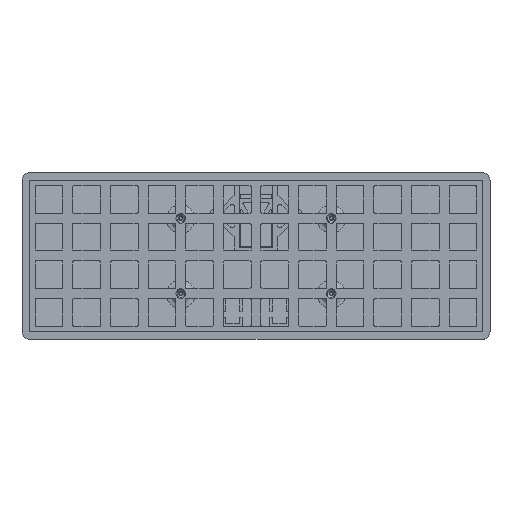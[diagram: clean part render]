
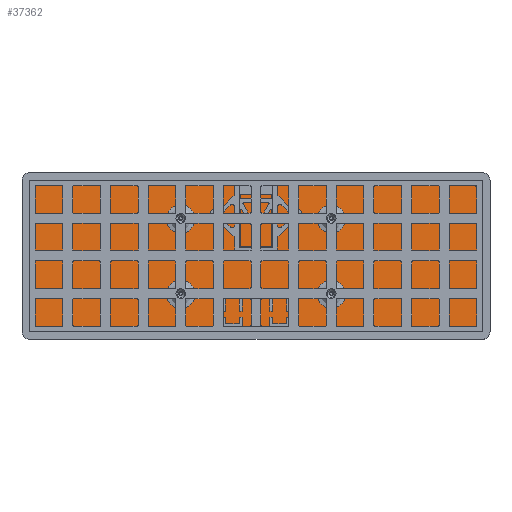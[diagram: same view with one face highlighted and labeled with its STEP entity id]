
A CAD part, top view. The second image highlights one B-rep face of the part: STEP entity #37362.
In plain terms, the highlighted planar face has unit normal (0, 0.087, 0.996).
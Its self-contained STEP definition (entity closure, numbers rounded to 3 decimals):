
#304=FACE_BOUND('',#4753,.T.);
#305=FACE_BOUND('',#4754,.T.);
#306=FACE_BOUND('',#4755,.T.);
#307=FACE_BOUND('',#4756,.T.);
#308=FACE_BOUND('',#4757,.T.);
#309=FACE_BOUND('',#4758,.T.);
#528=ELLIPSE('',#40318,7.228,7.2);
#529=ELLIPSE('',#40320,0.803,0.8);
#530=ELLIPSE('',#40321,0.803,0.8);
#531=ELLIPSE('',#40322,4.618,4.6);
#532=ELLIPSE('',#40323,4.618,4.6);
#533=ELLIPSE('',#40324,4.618,4.6);
#534=ELLIPSE('',#40325,4.618,4.6);
#535=ELLIPSE('',#40326,7.228,7.2);
#536=ELLIPSE('',#40327,7.228,7.2);
#537=ELLIPSE('',#40328,1.205,1.2);
#538=ELLIPSE('',#40329,1.205,1.2);
#539=ELLIPSE('',#40330,7.228,7.2);
#1069=PLANE('',#40319);
#2561=FACE_OUTER_BOUND('',#4752,.T.);
#4752=EDGE_LOOP('',(#29744,#29745,#29746,#29747,#29748,#29749,#29750,#29751,
#29752,#29753,#29754,#29755,#29756,#29757));
#4753=EDGE_LOOP('',(#29758));
#4754=EDGE_LOOP('',(#29759));
#4755=EDGE_LOOP('',(#29760));
#4756=EDGE_LOOP('',(#29761));
#4757=EDGE_LOOP('',(#29762));
#4758=EDGE_LOOP('',(#29763));
#7758=LINE('',#59486,#11365);
#7759=LINE('',#59490,#11366);
#7760=LINE('',#59492,#11367);
#7761=LINE('',#59494,#11368);
#7762=LINE('',#59498,#11369);
#7763=LINE('',#59502,#11370);
#7764=LINE('',#59506,#11371);
#7765=LINE('',#59510,#11372);
#11365=VECTOR('',#47934,10.);
#11366=VECTOR('',#47937,10.);
#11367=VECTOR('',#47938,10.);
#11368=VECTOR('',#47939,10.);
#11369=VECTOR('',#47942,10.);
#11370=VECTOR('',#47945,10.);
#11371=VECTOR('',#47948,10.);
#11372=VECTOR('',#47951,10.);
#16852=VERTEX_POINT('',#59476);
#16855=VERTEX_POINT('',#59484);
#16856=VERTEX_POINT('',#59485);
#16857=VERTEX_POINT('',#59487);
#16858=VERTEX_POINT('',#59489);
#16859=VERTEX_POINT('',#59491);
#16860=VERTEX_POINT('',#59493);
#16861=VERTEX_POINT('',#59495);
#16862=VERTEX_POINT('',#59497);
#16863=VERTEX_POINT('',#59499);
#16864=VERTEX_POINT('',#59501);
#16865=VERTEX_POINT('',#59503);
#16866=VERTEX_POINT('',#59505);
#16867=VERTEX_POINT('',#59507);
#16868=VERTEX_POINT('',#59509);
#16869=VERTEX_POINT('',#59512);
#16870=VERTEX_POINT('',#59514);
#16871=VERTEX_POINT('',#59516);
#16872=VERTEX_POINT('',#59518);
#16873=VERTEX_POINT('',#59520);
#21455=EDGE_CURVE('',#16852,#16852,#528,.T.);
#21456=EDGE_CURVE('',#16855,#16856,#7758,.F.);
#21457=EDGE_CURVE('',#16857,#16855,#529,.F.);
#21458=EDGE_CURVE('',#16857,#16858,#7759,.T.);
#21459=EDGE_CURVE('',#16858,#16859,#7760,.T.);
#21460=EDGE_CURVE('',#16859,#16860,#7761,.T.);
#21461=EDGE_CURVE('',#16860,#16861,#530,.T.);
#21462=EDGE_CURVE('',#16861,#16862,#7762,.T.);
#21463=EDGE_CURVE('',#16863,#16862,#531,.T.);
#21464=EDGE_CURVE('',#16864,#16863,#7763,.T.);
#21465=EDGE_CURVE('',#16865,#16864,#532,.T.);
#21466=EDGE_CURVE('',#16866,#16865,#7764,.T.);
#21467=EDGE_CURVE('',#16867,#16866,#533,.T.);
#21468=EDGE_CURVE('',#16868,#16867,#7765,.T.);
#21469=EDGE_CURVE('',#16856,#16868,#534,.T.);
#21470=EDGE_CURVE('',#16869,#16869,#535,.T.);
#21471=EDGE_CURVE('',#16870,#16870,#536,.T.);
#21472=EDGE_CURVE('',#16871,#16871,#537,.T.);
#21473=EDGE_CURVE('',#16872,#16872,#538,.T.);
#21474=EDGE_CURVE('',#16873,#16873,#539,.T.);
#29744=ORIENTED_EDGE('',*,*,#21456,.F.);
#29745=ORIENTED_EDGE('',*,*,#21457,.F.);
#29746=ORIENTED_EDGE('',*,*,#21458,.T.);
#29747=ORIENTED_EDGE('',*,*,#21459,.T.);
#29748=ORIENTED_EDGE('',*,*,#21460,.T.);
#29749=ORIENTED_EDGE('',*,*,#21461,.T.);
#29750=ORIENTED_EDGE('',*,*,#21462,.T.);
#29751=ORIENTED_EDGE('',*,*,#21463,.F.);
#29752=ORIENTED_EDGE('',*,*,#21464,.F.);
#29753=ORIENTED_EDGE('',*,*,#21465,.F.);
#29754=ORIENTED_EDGE('',*,*,#21466,.F.);
#29755=ORIENTED_EDGE('',*,*,#21467,.F.);
#29756=ORIENTED_EDGE('',*,*,#21468,.F.);
#29757=ORIENTED_EDGE('',*,*,#21469,.F.);
#29758=ORIENTED_EDGE('',*,*,#21470,.F.);
#29759=ORIENTED_EDGE('',*,*,#21471,.F.);
#29760=ORIENTED_EDGE('',*,*,#21472,.T.);
#29761=ORIENTED_EDGE('',*,*,#21473,.T.);
#29762=ORIENTED_EDGE('',*,*,#21474,.F.);
#29763=ORIENTED_EDGE('',*,*,#21455,.F.);
#37362=ADVANCED_FACE('',(#2561,#304,#305,#306,#307,#308,#309),#1069,.F.);
#40318=AXIS2_PLACEMENT_3D('',#59482,#47930,#47931);
#40319=AXIS2_PLACEMENT_3D('',#59483,#47932,#47933);
#40320=AXIS2_PLACEMENT_3D('',#59488,#47935,#47936);
#40321=AXIS2_PLACEMENT_3D('',#59496,#47940,#47941);
#40322=AXIS2_PLACEMENT_3D('',#59500,#47943,#47944);
#40323=AXIS2_PLACEMENT_3D('',#59504,#47946,#47947);
#40324=AXIS2_PLACEMENT_3D('',#59508,#47949,#47950);
#40325=AXIS2_PLACEMENT_3D('',#59511,#47952,#47953);
#40326=AXIS2_PLACEMENT_3D('',#59513,#47954,#47955);
#40327=AXIS2_PLACEMENT_3D('',#59515,#47956,#47957);
#40328=AXIS2_PLACEMENT_3D('',#59517,#47958,#47959);
#40329=AXIS2_PLACEMENT_3D('',#59519,#47960,#47961);
#40330=AXIS2_PLACEMENT_3D('',#59521,#47962,#47963);
#47930=DIRECTION('center_axis',(0.,0.087,
0.996));
#47931=DIRECTION('ref_axis',(0.,-0.996,0.087));
#47932=DIRECTION('center_axis',(0.,-0.087,
-0.996));
#47933=DIRECTION('ref_axis',(1.,0.,0.));
#47934=DIRECTION('',(-1.,0.,0.));
#47935=DIRECTION('center_axis',(0.,-0.087,
-0.996));
#47936=DIRECTION('ref_axis',(0.,0.996,-0.087));
#47937=DIRECTION('',(-1.,0.,0.));
#47938=DIRECTION('',(-1.,0.,0.));
#47939=DIRECTION('',(-1.,0.,0.));
#47940=DIRECTION('center_axis',(0.,-0.087,
-0.996));
#47941=DIRECTION('ref_axis',(0.,0.996,-0.087));
#47942=DIRECTION('',(-1.,0.,0.));
#47943=DIRECTION('center_axis',(0.,0.087,
0.996));
#47944=DIRECTION('ref_axis',(0.,-0.996,0.087));
#47945=DIRECTION('',(0.,0.996,-0.087));
#47946=DIRECTION('center_axis',(0.,0.087,
0.996));
#47947=DIRECTION('ref_axis',(0.,0.996,-0.087));
#47948=DIRECTION('',(-1.,0.,0.));
#47949=DIRECTION('center_axis',(0.,0.087,
0.996));
#47950=DIRECTION('ref_axis',(0.,0.996,-0.087));
#47951=DIRECTION('',(0.,-0.996,0.087));
#47952=DIRECTION('center_axis',(0.,0.087,
0.996));
#47953=DIRECTION('ref_axis',(0.,-0.996,0.087));
#47954=DIRECTION('center_axis',(0.,0.087,
0.996));
#47955=DIRECTION('ref_axis',(0.,-0.996,0.087));
#47956=DIRECTION('center_axis',(0.,0.087,
0.996));
#47957=DIRECTION('ref_axis',(0.,-0.996,0.087));
#47958=DIRECTION('center_axis',(0.,-0.087,
-0.996));
#47959=DIRECTION('ref_axis',(0.,-0.996,0.087));
#47960=DIRECTION('center_axis',(0.,-0.087,
-0.996));
#47961=DIRECTION('ref_axis',(0.,-0.996,0.087));
#47962=DIRECTION('center_axis',(0.,0.087,
0.996));
#47963=DIRECTION('ref_axis',(0.,-0.996,0.087));
#59476=CARTESIAN_POINT('',(152.4,-12.199,-16.786));
#59482=CARTESIAN_POINT('Origin',(152.4,-19.399,-16.156));
#59483=CARTESIAN_POINT('Origin',(114.3,-38.1,-14.52));
#59484=CARTESIAN_POINT('',(126.285,-0.745,-17.788));
#59485=CARTESIAN_POINT('',(224.435,-0.745,-17.788));
#59486=CARTESIAN_POINT('',(169.715,-0.745,-17.788));
#59487=CARTESIAN_POINT('',(125.503,-1.375,-17.733));
#59488=CARTESIAN_POINT('Origin',(125.503,-0.575,-17.803));
#59489=CARTESIAN_POINT('',(123.3,-1.375,-17.733));
#59490=CARTESIAN_POINT('',(114.3,-1.375,-17.733));
#59491=CARTESIAN_POINT('',(105.3,-1.375,-17.733));
#59492=CARTESIAN_POINT('',(114.3,-1.375,-17.733));
#59493=CARTESIAN_POINT('',(103.097,-1.375,-17.733));
#59494=CARTESIAN_POINT('',(114.3,-1.375,-17.733));
#59495=CARTESIAN_POINT('',(102.315,-0.745,-17.788));
#59496=CARTESIAN_POINT('Origin',(103.097,-0.575,-17.803));
#59497=CARTESIAN_POINT('',(4.165,-0.745,-17.788));
#59498=CARTESIAN_POINT('',(169.715,-0.745,-17.788));
#59499=CARTESIAN_POINT('',(0.675,-4.235,-17.483));
#59500=CARTESIAN_POINT('Origin',(-0.325,0.255,-17.875));
#59501=CARTESIAN_POINT('',(0.675,-72.105,-11.545));
#59502=CARTESIAN_POINT('',(0.675,-21.416,-15.979));
#59503=CARTESIAN_POINT('',(4.165,-75.595,-11.239));
#59504=CARTESIAN_POINT('Origin',(-0.325,-76.595,-11.152));
#59505=CARTESIAN_POINT('',(224.435,-75.595,-11.239));
#59506=CARTESIAN_POINT('',(58.885,-75.595,-11.239));
#59507=CARTESIAN_POINT('',(227.925,-72.105,-11.545));
#59508=CARTESIAN_POINT('Origin',(228.925,-76.595,-11.152));
#59509=CARTESIAN_POINT('',(227.925,-4.235,-17.483));
#59510=CARTESIAN_POINT('',(227.925,-55.784,-12.973));
#59511=CARTESIAN_POINT('Origin',(228.925,0.255,-17.875));
#59512=CARTESIAN_POINT('',(152.4,-50.299,-13.452));
#59513=CARTESIAN_POINT('Origin',(152.4,-57.499,-12.823));
#59514=CARTESIAN_POINT('',(76.2,-50.299,-13.452));
#59515=CARTESIAN_POINT('Origin',(76.2,-57.499,-12.823));
#59516=CARTESIAN_POINT('',(135.5,-17.875,-16.289));
#59517=CARTESIAN_POINT('Origin',(134.3,-17.875,-16.289));
#59518=CARTESIAN_POINT('',(95.5,-17.875,-16.289));
#59519=CARTESIAN_POINT('Origin',(94.3,-17.875,-16.289));
#59520=CARTESIAN_POINT('',(76.2,-12.199,-16.786));
#59521=CARTESIAN_POINT('Origin',(76.2,-19.399,-16.156));
